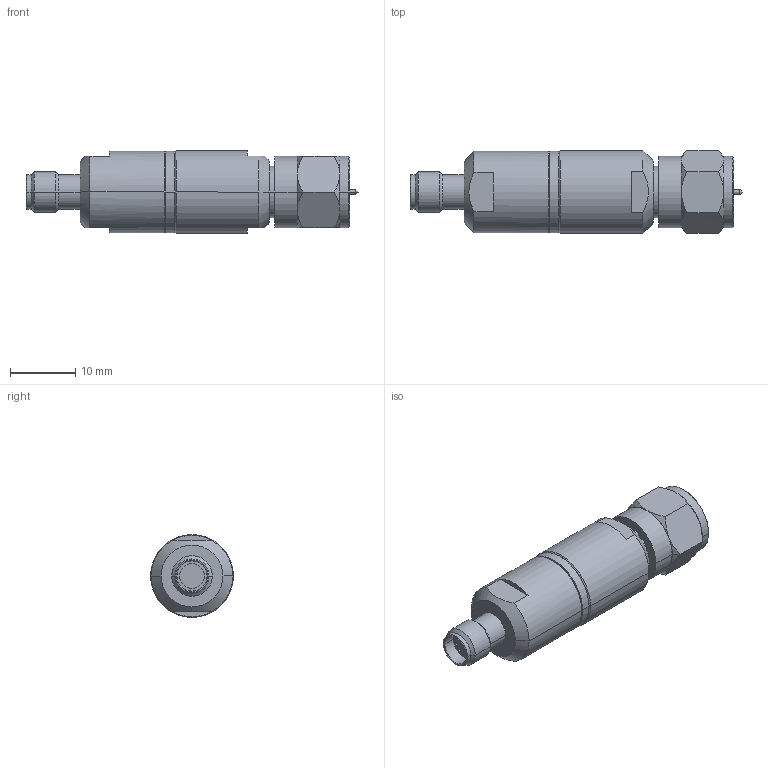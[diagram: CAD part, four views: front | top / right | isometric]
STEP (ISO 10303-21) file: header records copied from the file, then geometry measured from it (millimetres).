
FILE_DESCRIPTION (( 'STEP AP214' ), '1' );
FILE_NAME ('FM7077A_3D.step', '2024-01-15T15:58:04', ( '' ), ( '' ), 'SwSTEP 2.0', 'SolidWorks 2022', '' );
FILE_SCHEMA (( 'AUTOMOTIVE_DESIGN' ));
Length unit declared in the file: inch
Products named in the file (5): 7077A - MP-AF50FM75-0-3G(2)^FM7077A; MP-FM75^7077A - MP-AF50FM75-0-3G(2)_FM7077A; FAT-B-11^7077A - MP-AF50FM75-0-3G(2)_FM7077A; FM7077A_3D; MP-AF50^7077A - MP-AF50FM75-0-3G(2)_FM7077A
Assembly tree (4 placements, depth 3):
  FM7077A_3D
    7077A - MP-AF50FM75-0-3G(2)^FM7077A
      MP-AF50^7077A - MP-AF50FM75-0-3G(2)_FM7077A
      FAT-B-11^7077A - MP-AF50FM75-0-3G(2)_FM7077A
      MP-FM75^7077A - MP-AF50FM75-0-3G(2)_FM7077A
Bounding box: 50.9 x 12.7 x 12.7 mm (x, y, z)
Volume: 5709.2 mm3; surface area: 3255.6 mm2
Topology: 3 solids, 3 shells, 138 faces, 296 edges, 174 vertices
Faces by surface type: cone 63, cylinder 42, plane 31, sphere 2
Entity records: 4139 total; most frequent: CARTESIAN_POINT 924, DIRECTION 705, ORIENTED_EDGE 584, AXIS2_PLACEMENT_3D 297, EDGE_CURVE 292, VERTEX_POINT 172, CIRCLE 151, EDGE_LOOP 150
